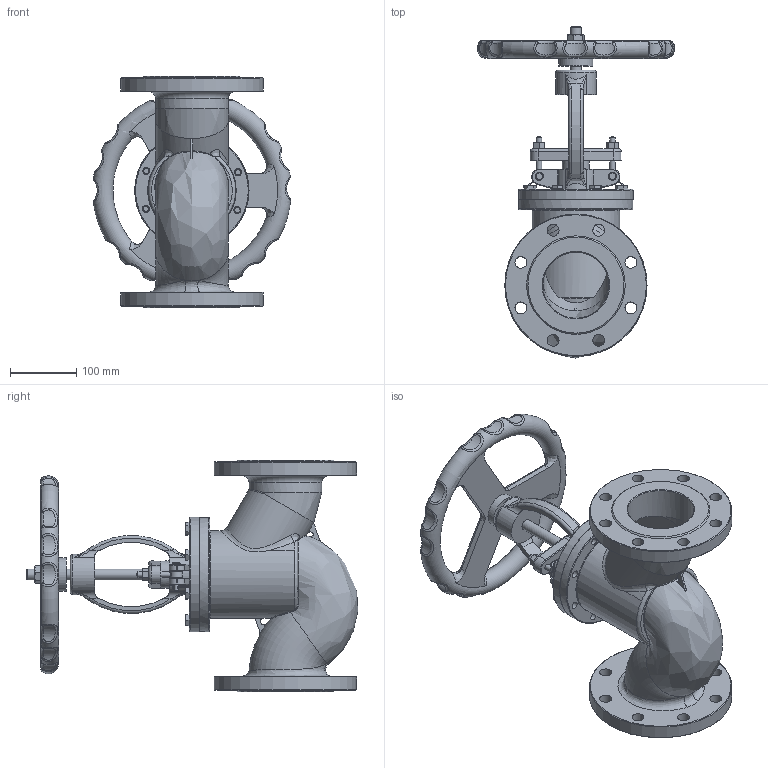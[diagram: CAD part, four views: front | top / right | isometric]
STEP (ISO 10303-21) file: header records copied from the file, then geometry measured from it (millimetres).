
FILE_DESCRIPTION(/* description */ (''),/* implementation_level */ '2;1');
FILE_NAME(/* name */ 'DN100_3D_STEP.stp',/* time_stamp */ '2025-04-20T15:04:02+03:00',/* author */ ('igorr'),/* organization */ (''),/* preprocessor_version */ 'ST-DEVELOPER v20',/* originating_system */ 'Autodesk Inventor 2025',/* authorisation */ '');
FILE_SCHEMA (('AUTOMOTIVE_DESIGN { 1 0 10303 214 3 1 1 }'));
Length unit declared in the file: millimetre
Products named in the file (6): Сборка1; Деталь1; Деталь2; ANSI B18.2.4.2M - M10x1,5; ANSI B18.2.4.2M - M16x2; AS 1110 - M10 x 16
Assembly tree (13 placements, depth 2):
  Сборка1
    Деталь1
    Деталь2
    ANSI B18.2.4.2M - M10x1,5  x2
    ANSI B18.2.4.2M - M16x2
    AS 1110 - M10 x 16  x8
Bounding box: 298.06 x 501.69 x 350 mm (x, y, z)
Volume: 5432613.8 mm3; surface area: 727781.9 mm2
Topology: 13 solids, 14 shells, 809 faces, 1884 edges, 1128 vertices
Faces by surface type: plane 275, cylinder 182, bspline 131, cone 109, torus 82, sphere 30
Full cylindrical faces by diameter (mm): 1.435 x2, 2.05 x2, 6.15 x4, 8.2 x6, 8.376 x2, 10 x8, 10.639 x16, 12.3 x2, 13.835 x1, 15 x1, 16 x8, 16.4 x3, 18 x16, 32.8 x1, 41 x1, 51.25 x2, 61.5 x1, 100 x3, 110 x2, 132.05 x1, 172.633 x2, 215 x2
Entity records: 30730 total; most frequent: CARTESIAN_POINT 16175, ORIENTED_EDGE 2918, DIRECTION 2773, EDGE_CURVE 1459, AXIS2_PLACEMENT_3D 1195, VERTEX_POINT 889, EDGE_LOOP 744, CIRCLE 663
